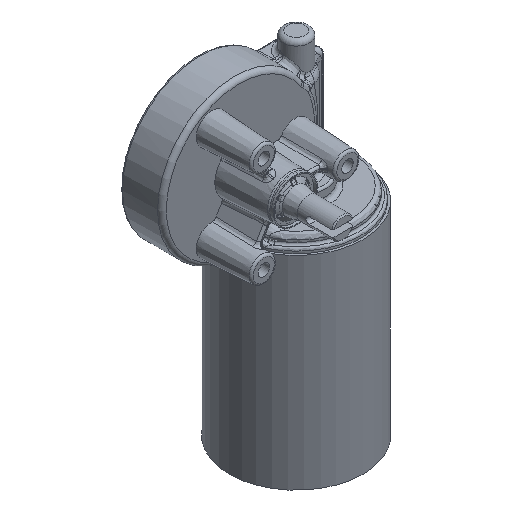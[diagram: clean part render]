
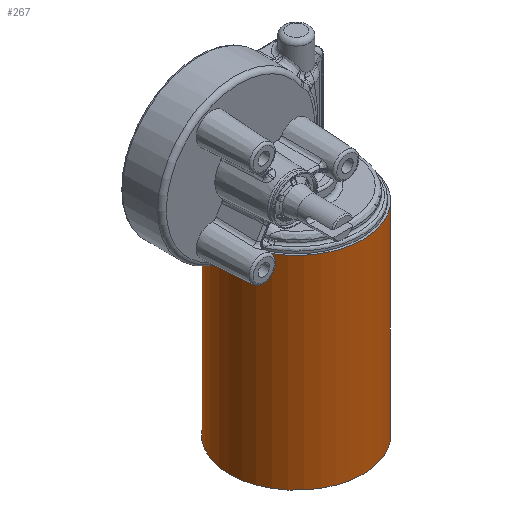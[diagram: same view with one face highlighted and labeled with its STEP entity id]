
A CAD part, isometric view. The second image highlights one B-rep face of the part: STEP entity #267.
In plain terms, the highlighted cylindrical face has radius 30.5 mm (diameter 61 mm), a full revolution.
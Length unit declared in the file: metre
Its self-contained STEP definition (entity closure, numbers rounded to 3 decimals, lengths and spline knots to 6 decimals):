
#267 = ADVANCED_FACE( '', ( #678, #679 ), #680, .T. );
#678 = FACE_OUTER_BOUND( '', #8660, .T. );
#679 = FACE_OUTER_BOUND( '', #8661, .T. );
#680 = CYLINDRICAL_SURFACE( '', #8662, 0.0305 );
#8660 = EDGE_LOOP( '', ( #10298 ) );
#8661 = EDGE_LOOP( '', ( #10299 ) );
#8662 = AXIS2_PLACEMENT_3D( '', #10300, #10301, #10302 );
#10298 = ORIENTED_EDGE( '', *, *, #11423, .F. );
#10299 = ORIENTED_EDGE( '', *, *, #11158, .T. );
#10300 = CARTESIAN_POINT( '', ( 0.03535, 0.0568, -0.001675 ) );
#10301 = DIRECTION( '', ( 0., 0., 1. ) );
#10302 = DIRECTION( '', ( -1., 0., 0. ) );
#11158 = EDGE_CURVE( '', #11817, #11817, #11818, .T. );
#11423 = EDGE_CURVE( '', #12243, #12243, #12244, .T. );
#11817 = VERTEX_POINT( '', #13515 );
#11818 = CIRCLE( '', #13516, 0.0305 );
#12243 = VERTEX_POINT( '', #17317 );
#12244 = CIRCLE( '', #17318, 0.0305 );
#13515 = CARTESIAN_POINT( '', ( 0.00485, 0.0568, -0.03535 ) );
#13516 = AXIS2_PLACEMENT_3D( '', #18128, #18129, #18130 );
#17317 = CARTESIAN_POINT( '', ( 0.00485, 0.0568, -0.128 ) );
#17318 = AXIS2_PLACEMENT_3D( '', #18443, #18444, #18445 );
#18128 = CARTESIAN_POINT( '', ( 0.03535, 0.0568, -0.03535 ) );
#18129 = DIRECTION( '', ( 0., 0., -1. ) );
#18130 = DIRECTION( '', ( -1., 0., 0. ) );
#18443 = CARTESIAN_POINT( '', ( 0.03535, 0.0568, -0.128 ) );
#18444 = DIRECTION( '', ( 0., 0., -1. ) );
#18445 = DIRECTION( '', ( -1., 0., 0. ) );
